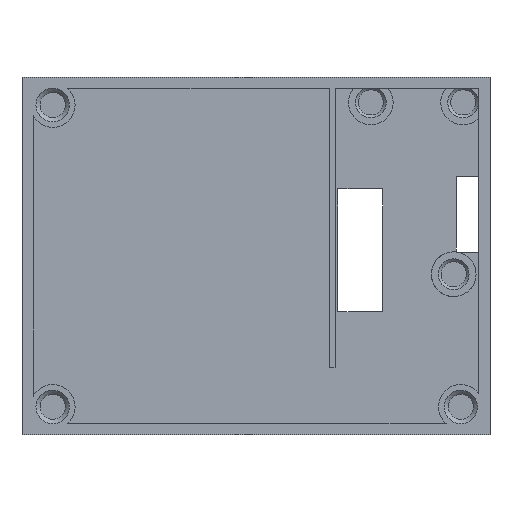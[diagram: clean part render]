
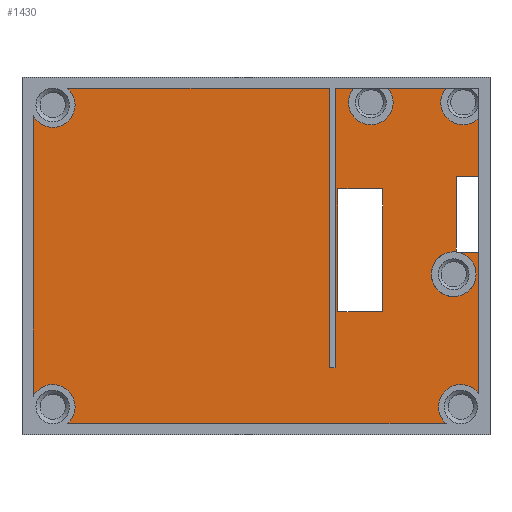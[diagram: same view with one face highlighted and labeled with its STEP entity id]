
A CAD part, front view. The second image highlights one B-rep face of the part: STEP entity #1430.
In plain terms, the highlighted planar face has unit normal (0, -1, 0).
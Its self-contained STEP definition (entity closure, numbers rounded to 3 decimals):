
#47=FACE_BOUND('',#218,.T.);
#63=CIRCLE('',#1526,4.);
#64=CIRCLE('',#1527,4.);
#65=CIRCLE('',#1528,4.);
#66=CIRCLE('',#1529,4.);
#67=CIRCLE('',#1530,4.);
#68=CIRCLE('',#1531,4.);
#69=CIRCLE('',#1532,4.);
#136=FACE_OUTER_BOUND('',#217,.T.);
#217=EDGE_LOOP('',(#962,#963,#964,#965,#966,#967,#968,#969,#970,#971,#972,
#973,#974,#975,#976,#977,#978,#979,#980,#981));
#218=EDGE_LOOP('',(#982,#983,#984,#985));
#313=LINE('',#2126,#454);
#317=LINE('',#2135,#458);
#320=LINE('',#2141,#461);
#322=LINE('',#2145,#463);
#323=LINE('',#2149,#464);
#324=LINE('',#2153,#465);
#325=LINE('',#2155,#466);
#326=LINE('',#2157,#467);
#327=LINE('',#2159,#468);
#328=LINE('',#2161,#469);
#329=LINE('',#2165,#470);
#330=LINE('',#2169,#471);
#331=LINE('',#2172,#472);
#332=LINE('',#2178,#473);
#333=LINE('',#2180,#474);
#334=LINE('',#2182,#475);
#335=LINE('',#2183,#476);
#454=VECTOR('',#1679,10.);
#458=VECTOR('',#1685,10.);
#461=VECTOR('',#1690,10.);
#463=VECTOR('',#1694,10.);
#464=VECTOR('',#1697,10.);
#465=VECTOR('',#1700,10.);
#466=VECTOR('',#1701,10.);
#467=VECTOR('',#1702,10.);
#468=VECTOR('',#1703,10.);
#469=VECTOR('',#1704,10.);
#470=VECTOR('',#1707,10.);
#471=VECTOR('',#1710,10.);
#472=VECTOR('',#1713,10.);
#473=VECTOR('',#1718,10.);
#474=VECTOR('',#1719,10.);
#475=VECTOR('',#1720,10.);
#476=VECTOR('',#1721,10.);
#595=VERTEX_POINT('',#2123);
#596=VERTEX_POINT('',#2125);
#599=VERTEX_POINT('',#2132);
#600=VERTEX_POINT('',#2134);
#602=VERTEX_POINT('',#2140);
#603=VERTEX_POINT('',#2144);
#604=VERTEX_POINT('',#2146);
#605=VERTEX_POINT('',#2148);
#606=VERTEX_POINT('',#2150);
#607=VERTEX_POINT('',#2152);
#608=VERTEX_POINT('',#2154);
#609=VERTEX_POINT('',#2156);
#610=VERTEX_POINT('',#2158);
#611=VERTEX_POINT('',#2160);
#612=VERTEX_POINT('',#2162);
#613=VERTEX_POINT('',#2164);
#614=VERTEX_POINT('',#2166);
#615=VERTEX_POINT('',#2168);
#616=VERTEX_POINT('',#2170);
#617=VERTEX_POINT('',#2173);
#618=VERTEX_POINT('',#2176);
#619=VERTEX_POINT('',#2177);
#620=VERTEX_POINT('',#2179);
#621=VERTEX_POINT('',#2181);
#739=EDGE_CURVE('',#596,#595,#313,.T.);
#743=EDGE_CURVE('',#600,#599,#317,.T.);
#746=EDGE_CURVE('',#602,#600,#320,.T.);
#748=EDGE_CURVE('',#603,#599,#322,.T.);
#749=EDGE_CURVE('',#603,#604,#63,.T.);
#750=EDGE_CURVE('',#605,#604,#323,.T.);
#751=EDGE_CURVE('',#605,#606,#64,.T.);
#752=EDGE_CURVE('',#607,#606,#324,.T.);
#753=EDGE_CURVE('',#607,#608,#325,.T.);
#754=EDGE_CURVE('',#608,#609,#326,.T.);
#755=EDGE_CURVE('',#609,#610,#327,.T.);
#756=EDGE_CURVE('',#611,#610,#328,.T.);
#757=EDGE_CURVE('',#611,#612,#65,.T.);
#758=EDGE_CURVE('',#612,#613,#329,.T.);
#759=EDGE_CURVE('',#613,#614,#66,.T.);
#760=EDGE_CURVE('',#614,#615,#330,.T.);
#761=EDGE_CURVE('',#615,#616,#67,.T.);
#762=EDGE_CURVE('',#596,#616,#331,.T.);
#763=EDGE_CURVE('',#595,#617,#68,.T.);
#764=EDGE_CURVE('',#617,#602,#69,.T.);
#765=EDGE_CURVE('',#618,#619,#332,.T.);
#766=EDGE_CURVE('',#619,#620,#333,.T.);
#767=EDGE_CURVE('',#620,#621,#334,.T.);
#768=EDGE_CURVE('',#621,#618,#335,.T.);
#962=ORIENTED_EDGE('',*,*,#746,.T.);
#963=ORIENTED_EDGE('',*,*,#743,.T.);
#964=ORIENTED_EDGE('',*,*,#748,.F.);
#965=ORIENTED_EDGE('',*,*,#749,.T.);
#966=ORIENTED_EDGE('',*,*,#750,.F.);
#967=ORIENTED_EDGE('',*,*,#751,.T.);
#968=ORIENTED_EDGE('',*,*,#752,.F.);
#969=ORIENTED_EDGE('',*,*,#753,.T.);
#970=ORIENTED_EDGE('',*,*,#754,.T.);
#971=ORIENTED_EDGE('',*,*,#755,.T.);
#972=ORIENTED_EDGE('',*,*,#756,.F.);
#973=ORIENTED_EDGE('',*,*,#757,.T.);
#974=ORIENTED_EDGE('',*,*,#758,.T.);
#975=ORIENTED_EDGE('',*,*,#759,.T.);
#976=ORIENTED_EDGE('',*,*,#760,.T.);
#977=ORIENTED_EDGE('',*,*,#761,.T.);
#978=ORIENTED_EDGE('',*,*,#762,.F.);
#979=ORIENTED_EDGE('',*,*,#739,.T.);
#980=ORIENTED_EDGE('',*,*,#763,.T.);
#981=ORIENTED_EDGE('',*,*,#764,.T.);
#982=ORIENTED_EDGE('',*,*,#765,.T.);
#983=ORIENTED_EDGE('',*,*,#766,.T.);
#984=ORIENTED_EDGE('',*,*,#767,.T.);
#985=ORIENTED_EDGE('',*,*,#768,.T.);
#1379=PLANE('',#1525);
#1430=ADVANCED_FACE('',(#136,#47),#1379,.T.);
#1525=AXIS2_PLACEMENT_3D('',#2143,#1692,#1693);
#1526=AXIS2_PLACEMENT_3D('',#2147,#1695,#1696);
#1527=AXIS2_PLACEMENT_3D('',#2151,#1698,#1699);
#1528=AXIS2_PLACEMENT_3D('',#2163,#1705,#1706);
#1529=AXIS2_PLACEMENT_3D('',#2167,#1708,#1709);
#1530=AXIS2_PLACEMENT_3D('',#2171,#1711,#1712);
#1531=AXIS2_PLACEMENT_3D('',#2174,#1714,#1715);
#1532=AXIS2_PLACEMENT_3D('',#2175,#1716,#1717);
#1679=DIRECTION('',(-1.,0.,0.));
#1685=DIRECTION('',(1.,0.,0.));
#1690=DIRECTION('',(0.,0.,1.));
#1692=DIRECTION('center_axis',(0.,-1.,0.));
#1693=DIRECTION('ref_axis',(0.,0.,-1.));
#1694=DIRECTION('',(0.,0.,-1.));
#1695=DIRECTION('center_axis',(0.,1.,0.));
#1696=DIRECTION('ref_axis',(1.,0.,0.));
#1697=DIRECTION('',(1.,0.,0.));
#1698=DIRECTION('center_axis',(0.,1.,0.));
#1699=DIRECTION('ref_axis',(1.,0.,0.));
#1700=DIRECTION('',(1.,0.,0.));
#1701=DIRECTION('',(0.,0.,-1.));
#1702=DIRECTION('',(-1.,0.,0.));
#1703=DIRECTION('',(0.,0.,1.));
#1704=DIRECTION('',(1.,0.,0.));
#1705=DIRECTION('center_axis',(0.,1.,0.));
#1706=DIRECTION('ref_axis',(1.,0.,0.));
#1707=DIRECTION('',(0.,0.,-1.));
#1708=DIRECTION('center_axis',(0.,1.,0.));
#1709=DIRECTION('ref_axis',(1.,0.,0.));
#1710=DIRECTION('',(1.,0.,0.));
#1711=DIRECTION('center_axis',(0.,1.,0.));
#1712=DIRECTION('ref_axis',(1.,0.,0.));
#1713=DIRECTION('',(0.,0.,-1.));
#1714=DIRECTION('center_axis',(0.,1.,0.));
#1715=DIRECTION('ref_axis',(1.,0.,0.));
#1716=DIRECTION('center_axis',(0.,1.,0.));
#1717=DIRECTION('ref_axis',(1.,0.,0.));
#1718=DIRECTION('',(0.,0.,-1.));
#1719=DIRECTION('',(-1.,0.,0.));
#1720=DIRECTION('',(0.,0.,1.));
#1721=DIRECTION('',(1.,0.,0.));
#2123=CARTESIAN_POINT('',(75.248,-6.,-26.304));
#2125=CARTESIAN_POINT('',(79.22,-6.,-26.304));
#2126=CARTESIAN_POINT('',(59.29,-6.,-26.304));
#2132=CARTESIAN_POINT('',(79.22,-6.,-12.763));
#2134=CARTESIAN_POINT('',(75.22,-6.,-12.763));
#2135=CARTESIAN_POINT('',(57.29,-6.,-12.763));
#2140=CARTESIAN_POINT('',(75.22,-6.,-26.301));
#2141=CARTESIAN_POINT('',(75.22,-6.,-27.278));
#2143=CARTESIAN_POINT('Origin',(39.36,-6.,-28.255));
#2144=CARTESIAN_POINT('',(79.22,-6.,-2.385));
#2145=CARTESIAN_POINT('',(79.22,-6.,-57.01));
#2146=CARTESIAN_POINT('',(73.311,-6.,2.99));
#2147=CARTESIAN_POINT('Origin',(76.412,-6.,0.464));
#2148=CARTESIAN_POINT('',(63.003,-6.,2.99));
#2149=CARTESIAN_POINT('',(79.22,-6.,2.99));
#2150=CARTESIAN_POINT('',(56.801,-6.,2.99));
#2151=CARTESIAN_POINT('Origin',(59.902,-6.,0.464));
#2152=CARTESIAN_POINT('',(53.5,-6.,2.99));
#2153=CARTESIAN_POINT('',(79.22,-6.,2.99));
#2154=CARTESIAN_POINT('',(53.5,-6.,-47.01));
#2155=CARTESIAN_POINT('',(53.5,-6.,-12.632));
#2156=CARTESIAN_POINT('',(52.5,-6.,-47.01));
#2157=CARTESIAN_POINT('',(46.18,-6.,-47.01));
#2158=CARTESIAN_POINT('',(52.5,-6.,2.99));
#2159=CARTESIAN_POINT('',(52.5,-6.,-12.632));
#2160=CARTESIAN_POINT('',(5.657,-6.,2.99));
#2161=CARTESIAN_POINT('',(79.22,-6.,2.99));
#2162=CARTESIAN_POINT('',(-0.5,-6.,-1.936));
#2163=CARTESIAN_POINT('Origin',(3.,-6.,0.));
#2164=CARTESIAN_POINT('',(-0.5,-6.,-52.064));
#2165=CARTESIAN_POINT('',(-0.5,-6.,-42.633));
#2166=CARTESIAN_POINT('',(5.634,-6.,-57.01));
#2167=CARTESIAN_POINT('Origin',(3.,-6.,-54.));
#2168=CARTESIAN_POINT('',(73.366,-6.,-57.01));
#2169=CARTESIAN_POINT('',(59.29,-6.,-57.01));
#2170=CARTESIAN_POINT('',(79.22,-6.,-51.627));
#2171=CARTESIAN_POINT('Origin',(76.,-6.,-54.));
#2172=CARTESIAN_POINT('',(79.22,-6.,-57.01));
#2173=CARTESIAN_POINT('',(70.727,-6.,-30.27));
#2174=CARTESIAN_POINT('Origin',(74.727,-6.,-30.27));
#2175=CARTESIAN_POINT('Origin',(74.727,-6.,-30.27));
#2176=CARTESIAN_POINT('',(62.,-6.,-15.));
#2177=CARTESIAN_POINT('',(62.,-6.,-37.));
#2178=CARTESIAN_POINT('',(62.,-6.,-32.628));
#2179=CARTESIAN_POINT('',(54.,-6.,-37.));
#2180=CARTESIAN_POINT('',(46.68,-6.,-37.));
#2181=CARTESIAN_POINT('',(54.,-6.,-15.));
#2182=CARTESIAN_POINT('',(54.,-6.,-21.628));
#2183=CARTESIAN_POINT('',(50.68,-6.,-15.));
